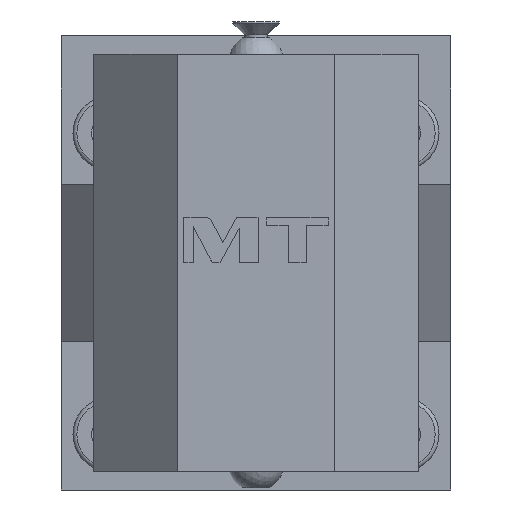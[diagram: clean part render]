
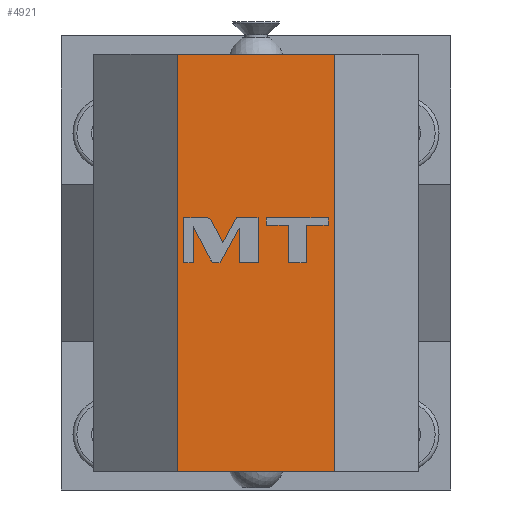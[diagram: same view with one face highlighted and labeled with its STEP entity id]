
A CAD part, left-side view. The second image highlights one B-rep face of the part: STEP entity #4921.
In plain terms, the highlighted planar face has unit normal (-1, 0, 0).
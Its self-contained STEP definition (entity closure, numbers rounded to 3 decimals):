
#1049=DIRECTION('',(0.,-1.,0.));
#1050=VECTOR('',#1049,34.);
#1051=CARTESIAN_POINT('',(-110.,17.,49.5));
#1052=LINE('',#1051,#1050);
#1053=DIRECTION('',(0.,-1.,0.));
#1054=VECTOR('',#1053,34.);
#1055=CARTESIAN_POINT('',(-110.,17.,-40.5));
#1056=LINE('',#1055,#1054);
#1057=DIRECTION('',(0.,0.,1.));
#1058=VECTOR('',#1057,90.);
#1059=CARTESIAN_POINT('',(-110.,17.,-40.5));
#1060=LINE('',#1059,#1058);
#1061=CARTESIAN_POINT('',(-110.,9.639,13.616));
#1062=CARTESIAN_POINT('',(-110.,9.842,14.007));
#1063=CARTESIAN_POINT('',(-110.,10.241,14.25));
#1064=CARTESIAN_POINT('',(-110.,10.682,14.25));
#1066=DIRECTION('',(0.,1.,0.));
#1067=VECTOR('',#1066,4.901);
#1068=CARTESIAN_POINT('',(-110.,10.682,14.25));
#1069=LINE('',#1068,#1067);
#1070=DIRECTION('',(0.,0.,-1.));
#1071=VECTOR('',#1070,9.75);
#1072=CARTESIAN_POINT('',(-110.,15.583,14.25));
#1073=LINE('',#1072,#1071);
#1074=DIRECTION('',(0.,-1.,0.));
#1075=VECTOR('',#1074,2.028);
#1076=CARTESIAN_POINT('',(-110.,15.583,4.5));
#1077=LINE('',#1076,#1075);
#1078=DIRECTION('',(0.,0.,1.));
#1079=VECTOR('',#1078,7.898);
#1080=CARTESIAN_POINT('',(-110.,13.555,4.5));
#1081=LINE('',#1080,#1079);
#1082=DIRECTION('',(0.,-0.459,-0.888));
#1083=VECTOR('',#1082,8.177);
#1084=CARTESIAN_POINT('',(-110.,13.555,12.398));
#1085=LINE('',#1084,#1083);
#1086=CARTESIAN_POINT('',(-110.,9.799,5.135));
#1087=CARTESIAN_POINT('',(-110.,9.596,4.742));
#1088=CARTESIAN_POINT('',(-110.,9.196,4.5));
#1089=CARTESIAN_POINT('',(-110.,8.754,4.5));
#1091=DIRECTION('',(0.,-1.,0.));
#1092=VECTOR('',#1091,1.017);
#1093=CARTESIAN_POINT('',(-110.,8.754,4.5));
#1094=LINE('',#1093,#1092);
#1095=DIRECTION('',(0.,-0.481,0.877));
#1096=VECTOR('',#1095,8.46);
#1097=CARTESIAN_POINT('',(-110.,7.737,4.5));
#1098=LINE('',#1097,#1096);
#1099=DIRECTION('',(0.,0.,-1.));
#1100=VECTOR('',#1099,7.416);
#1101=CARTESIAN_POINT('',(-110.,3.667,11.916));
#1102=LINE('',#1101,#1100);
#1103=DIRECTION('',(0.,-1.,0.));
#1104=VECTOR('',#1103,4.103);
#1105=CARTESIAN_POINT('',(-110.,3.667,4.5));
#1106=LINE('',#1105,#1104);
#1107=DIRECTION('',(0.,0.,1.));
#1108=VECTOR('',#1107,9.75);
#1109=CARTESIAN_POINT('',(-110.,-0.436,4.5));
#1110=LINE('',#1109,#1108);
#1111=DIRECTION('',(0.,1.,0.));
#1112=VECTOR('',#1111,4.625);
#1113=CARTESIAN_POINT('',(-110.,-0.436,14.25));
#1114=LINE('',#1113,#1112);
#1115=DIRECTION('',(0.,0.481,-0.877));
#1116=VECTOR('',#1115,6.183);
#1117=CARTESIAN_POINT('',(-110.,4.19,14.25));
#1118=LINE('',#1117,#1116);
#1119=DIRECTION('',(0.,0.459,0.888));
#1120=VECTOR('',#1119,5.387);
#1121=CARTESIAN_POINT('',(-110.,7.165,8.83));
#1122=LINE('',#1121,#1120);
#1123=DIRECTION('',(0.,0.,-1.));
#1124=VECTOR('',#1123,8.09);
#1125=CARTESIAN_POINT('',(-110.,-6.992,12.59));
#1126=LINE('',#1125,#1124);
#1127=DIRECTION('',(0.,-1.,0.));
#1128=VECTOR('',#1127,3.863);
#1129=CARTESIAN_POINT('',(-110.,-6.992,4.5));
#1130=LINE('',#1129,#1128);
#1131=DIRECTION('',(0.,0.,1.));
#1132=VECTOR('',#1131,8.09);
#1133=CARTESIAN_POINT('',(-110.,-10.855,4.5));
#1134=LINE('',#1133,#1132);
#1135=DIRECTION('',(0.,-1.,0.));
#1136=VECTOR('',#1135,4.727);
#1137=CARTESIAN_POINT('',(-110.,-10.855,12.59));
#1138=LINE('',#1137,#1136);
#1139=DIRECTION('',(0.,0.,1.));
#1140=VECTOR('',#1139,1.661);
#1141=CARTESIAN_POINT('',(-110.,-15.581,12.59));
#1142=LINE('',#1141,#1140);
#1143=DIRECTION('',(0.,1.,0.));
#1144=VECTOR('',#1143,13.316);
#1145=CARTESIAN_POINT('',(-110.,-15.581,14.25));
#1146=LINE('',#1145,#1144);
#1147=DIRECTION('',(0.,0.,-1.));
#1148=VECTOR('',#1147,1.661);
#1149=CARTESIAN_POINT('',(-110.,-2.266,14.25));
#1150=LINE('',#1149,#1148);
#1151=DIRECTION('',(0.,-1.,0.));
#1152=VECTOR('',#1151,4.727);
#1153=CARTESIAN_POINT('',(-110.,-2.266,12.59));
#1154=LINE('',#1153,#1152);
#1163=DIRECTION('',(0.,0.,1.));
#1164=VECTOR('',#1163,90.);
#1165=CARTESIAN_POINT('',(-110.,-17.,-40.5));
#1166=LINE('',#1165,#1164);
#3005=CARTESIAN_POINT('',(-110.,17.,49.5));
#3006=VERTEX_POINT('',#3005);
#3007=CARTESIAN_POINT('',(-110.,17.,-40.5));
#3008=VERTEX_POINT('',#3007);
#3009=CARTESIAN_POINT('',(-110.,-17.,49.5));
#3010=VERTEX_POINT('',#3009);
#3011=CARTESIAN_POINT('',(-110.,-17.,-40.5));
#3012=VERTEX_POINT('',#3011);
#3436=CARTESIAN_POINT('',(-110.,9.639,13.616));
#3437=VERTEX_POINT('',#3436);
#3438=CARTESIAN_POINT('',(-110.,10.682,14.25));
#3439=VERTEX_POINT('',#3438);
#3440=CARTESIAN_POINT('',(-110.,15.583,14.25));
#3441=VERTEX_POINT('',#3440);
#3442=CARTESIAN_POINT('',(-110.,15.583,4.5));
#3443=VERTEX_POINT('',#3442);
#3444=CARTESIAN_POINT('',(-110.,13.555,4.5));
#3445=VERTEX_POINT('',#3444);
#3446=CARTESIAN_POINT('',(-110.,13.555,12.398));
#3447=VERTEX_POINT('',#3446);
#3448=CARTESIAN_POINT('',(-110.,9.799,5.135));
#3449=VERTEX_POINT('',#3448);
#3450=CARTESIAN_POINT('',(-110.,8.754,4.5));
#3451=VERTEX_POINT('',#3450);
#3452=CARTESIAN_POINT('',(-110.,7.737,4.5));
#3453=VERTEX_POINT('',#3452);
#3454=CARTESIAN_POINT('',(-110.,3.667,11.916));
#3455=VERTEX_POINT('',#3454);
#3456=CARTESIAN_POINT('',(-110.,3.667,4.5));
#3457=VERTEX_POINT('',#3456);
#3458=CARTESIAN_POINT('',(-110.,-0.436,4.5));
#3459=VERTEX_POINT('',#3458);
#3460=CARTESIAN_POINT('',(-110.,-0.436,14.25));
#3461=VERTEX_POINT('',#3460);
#3462=CARTESIAN_POINT('',(-110.,4.19,14.25));
#3463=VERTEX_POINT('',#3462);
#3464=CARTESIAN_POINT('',(-110.,7.165,8.83));
#3465=VERTEX_POINT('',#3464);
#3466=CARTESIAN_POINT('',(-110.,-6.992,12.59));
#3467=VERTEX_POINT('',#3466);
#3468=CARTESIAN_POINT('',(-110.,-6.992,4.5));
#3469=VERTEX_POINT('',#3468);
#3470=CARTESIAN_POINT('',(-110.,-10.855,4.5));
#3471=VERTEX_POINT('',#3470);
#3472=CARTESIAN_POINT('',(-110.,-10.855,12.59));
#3473=VERTEX_POINT('',#3472);
#3474=CARTESIAN_POINT('',(-110.,-15.581,12.59));
#3475=VERTEX_POINT('',#3474);
#3476=CARTESIAN_POINT('',(-110.,-15.581,14.25));
#3477=VERTEX_POINT('',#3476);
#3478=CARTESIAN_POINT('',(-110.,-2.266,14.25));
#3479=VERTEX_POINT('',#3478);
#3480=CARTESIAN_POINT('',(-110.,-2.266,12.59));
#3481=VERTEX_POINT('',#3480);
#4859=CARTESIAN_POINT('',(-110.,17.,-44.5));
#4860=DIRECTION('',(-1.,0.,0.));
#4861=DIRECTION('',(0.,-1.,0.));
#4862=AXIS2_PLACEMENT_3D('',#4859,#4860,#4861);
#4863=PLANE('',#4862);
#4864=ORIENTED_EDGE('',*,*,#3848,.T.);
#4866=ORIENTED_EDGE('',*,*,#4865,.F.);
#4867=ORIENTED_EDGE('',*,*,#4803,.F.);
#4868=ORIENTED_EDGE('',*,*,#4852,.T.);
#4869=EDGE_LOOP('',(#4864,#4866,#4867,#4868));
#4870=FACE_OUTER_BOUND('',#4869,.F.);
#4872=ORIENTED_EDGE('',*,*,#4871,.T.);
#4874=ORIENTED_EDGE('',*,*,#4873,.T.);
#4876=ORIENTED_EDGE('',*,*,#4875,.T.);
#4878=ORIENTED_EDGE('',*,*,#4877,.T.);
#4880=ORIENTED_EDGE('',*,*,#4879,.T.);
#4882=ORIENTED_EDGE('',*,*,#4881,.T.);
#4884=ORIENTED_EDGE('',*,*,#4883,.T.);
#4886=ORIENTED_EDGE('',*,*,#4885,.T.);
#4888=ORIENTED_EDGE('',*,*,#4887,.T.);
#4890=ORIENTED_EDGE('',*,*,#4889,.T.);
#4892=ORIENTED_EDGE('',*,*,#4891,.T.);
#4894=ORIENTED_EDGE('',*,*,#4893,.T.);
#4896=ORIENTED_EDGE('',*,*,#4895,.T.);
#4898=ORIENTED_EDGE('',*,*,#4897,.T.);
#4900=ORIENTED_EDGE('',*,*,#4899,.T.);
#4901=EDGE_LOOP('',(#4872,#4874,#4876,#4878,#4880,#4882,#4884,#4886,#4888,#4890,
#4892,#4894,#4896,#4898,#4900));
#4902=FACE_BOUND('',#4901,.F.);
#4904=ORIENTED_EDGE('',*,*,#4903,.T.);
#4906=ORIENTED_EDGE('',*,*,#4905,.T.);
#4908=ORIENTED_EDGE('',*,*,#4907,.T.);
#4910=ORIENTED_EDGE('',*,*,#4909,.T.);
#4912=ORIENTED_EDGE('',*,*,#4911,.T.);
#4914=ORIENTED_EDGE('',*,*,#4913,.T.);
#4916=ORIENTED_EDGE('',*,*,#4915,.T.);
#4918=ORIENTED_EDGE('',*,*,#4917,.T.);
#4919=EDGE_LOOP('',(#4904,#4906,#4908,#4910,#4912,#4914,#4916,#4918));
#4920=FACE_BOUND('',#4919,.F.);
#4921=ADVANCED_FACE('',(#4870,#4902,#4920),#4863,.T.);
#1065=B_SPLINE_CURVE_WITH_KNOTS('',3,(#1061,#1062,#1063,#1064),.UNSPECIFIED.,
.F.,.F.,(4,4),(0.,1.),.UNSPECIFIED.);
#1090=B_SPLINE_CURVE_WITH_KNOTS('',3,(#1086,#1087,#1088,#1089),.UNSPECIFIED.,
.F.,.F.,(4,4),(0.,1.),.UNSPECIFIED.);
#3848=EDGE_CURVE('',#3006,#3010,#1052,.T.);
#4803=EDGE_CURVE('',#3008,#3012,#1056,.T.);
#4852=EDGE_CURVE('',#3008,#3006,#1060,.T.);
#4865=EDGE_CURVE('',#3012,#3010,#1166,.T.);
#4871=EDGE_CURVE('',#3437,#3439,#1065,.T.);
#4873=EDGE_CURVE('',#3439,#3441,#1069,.T.);
#4875=EDGE_CURVE('',#3441,#3443,#1073,.T.);
#4877=EDGE_CURVE('',#3443,#3445,#1077,.T.);
#4879=EDGE_CURVE('',#3445,#3447,#1081,.T.);
#4881=EDGE_CURVE('',#3447,#3449,#1085,.T.);
#4883=EDGE_CURVE('',#3449,#3451,#1090,.T.);
#4885=EDGE_CURVE('',#3451,#3453,#1094,.T.);
#4887=EDGE_CURVE('',#3453,#3455,#1098,.T.);
#4889=EDGE_CURVE('',#3455,#3457,#1102,.T.);
#4891=EDGE_CURVE('',#3457,#3459,#1106,.T.);
#4893=EDGE_CURVE('',#3459,#3461,#1110,.T.);
#4895=EDGE_CURVE('',#3461,#3463,#1114,.T.);
#4897=EDGE_CURVE('',#3463,#3465,#1118,.T.);
#4899=EDGE_CURVE('',#3465,#3437,#1122,.T.);
#4903=EDGE_CURVE('',#3467,#3469,#1126,.T.);
#4905=EDGE_CURVE('',#3469,#3471,#1130,.T.);
#4907=EDGE_CURVE('',#3471,#3473,#1134,.T.);
#4909=EDGE_CURVE('',#3473,#3475,#1138,.T.);
#4911=EDGE_CURVE('',#3475,#3477,#1142,.T.);
#4913=EDGE_CURVE('',#3477,#3479,#1146,.T.);
#4915=EDGE_CURVE('',#3479,#3481,#1150,.T.);
#4917=EDGE_CURVE('',#3481,#3467,#1154,.T.);
